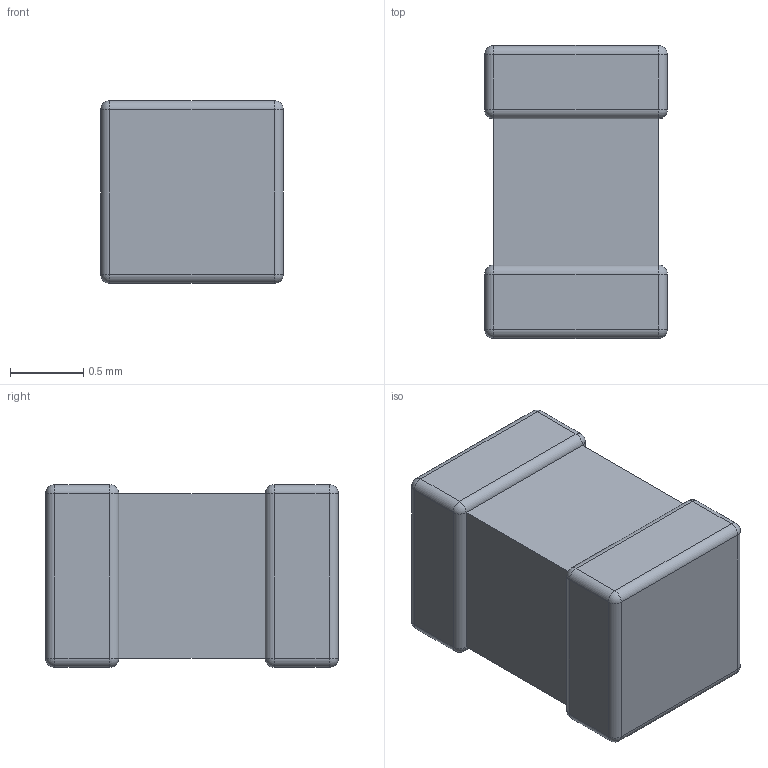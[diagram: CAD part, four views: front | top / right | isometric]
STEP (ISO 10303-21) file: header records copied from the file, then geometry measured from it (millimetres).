
FILE_DESCRIPTION(('STEP AP214'), '1');
FILE_NAME('Ceramic Capacitor _ Yageo-0201_BA_BB', '', ('UNSPECIFIED'), ('UNSPECIFIED'), 'C3D Converter', 'C3D Toolkit', '');
FILE_SCHEMA(('AUTOMOTIVE_DESIGN { 1 0 10303 214 3 1 1}'));
Length unit declared in the file: millimetre
Products named in the file (1): Yageo-0805_EB
Bounding box: 1.25 x 2 x 1.25 mm (x, y, z)
Volume: 2.8 mm3; surface area: 12.6 mm2
Topology: 1 solids, 1 shells, 54 faces, 116 edges, 48 vertices
Faces by surface type: cylinder 24, sphere 16, plane 14
Entity records: 1431 total; most frequent: DIRECTION 258, CARTESIAN_POINT 203, ORIENTED_EDGE 200, AXIS2_PLACEMENT_3D 103, EDGE_CURVE 100, ADVANCED_FACE 54, FACE_BOUND 54, EDGE_LOOP 54
